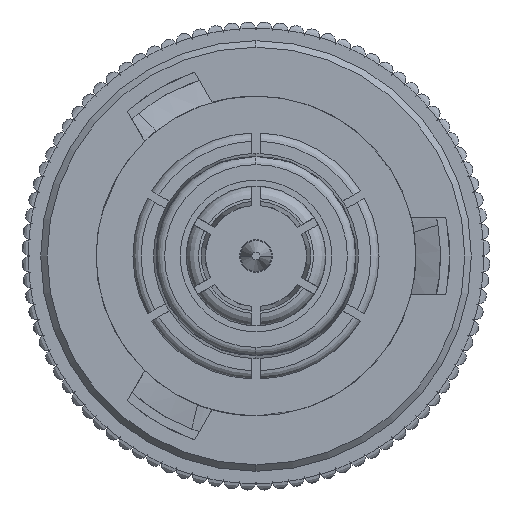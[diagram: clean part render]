
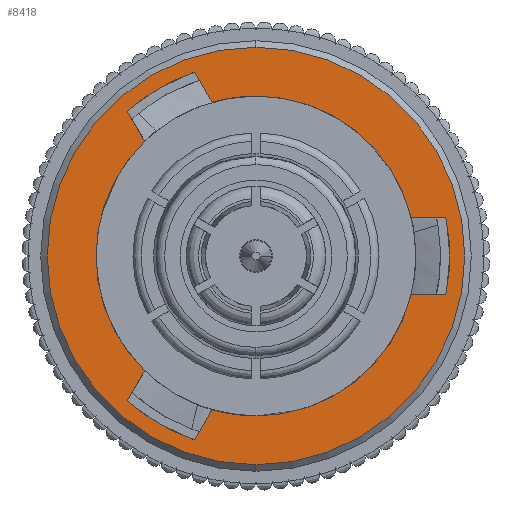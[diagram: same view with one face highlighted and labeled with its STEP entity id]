
A CAD part, left-side view. The second image highlights one B-rep face of the part: STEP entity #8418.
In plain terms, the highlighted face is planar.
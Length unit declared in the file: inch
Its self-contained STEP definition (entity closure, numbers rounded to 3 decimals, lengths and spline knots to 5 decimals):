
#85 = CARTESIAN_POINT ( 'NONE',  ( 0., 0., -0.2545 ) ) ;
#186 = AXIS2_PLACEMENT_3D ( 'NONE', #11787, #10439, #4619 ) ;
#202 = VERTEX_POINT ( 'NONE', #8157 ) ;
#537 = LINE ( 'NONE', #6663, #6691 ) ;
#565 = VECTOR ( 'NONE', #23835, 39.37008 ) ;
#1052 = VERTEX_POINT ( 'NONE', #10947 ) ;
#1251 = DIRECTION ( 'NONE',  ( 0., 0., 1. ) ) ;
#1383 = DIRECTION ( 'NONE',  ( 0., 0., 1. ) ) ;
#1420 = CIRCLE ( 'NONE', #10550, 0.23622 ) ;
#1517 = CARTESIAN_POINT ( 'NONE',  ( 0., 0., 0. ) ) ;
#1603 = VERTEX_POINT ( 'NONE', #17931 ) ;
#1714 = VERTEX_POINT ( 'NONE', #18186 ) ;
#1891 = VERTEX_POINT ( 'NONE', #18881 ) ;
#2096 = ORIENTED_EDGE ( 'NONE', *, *, #10870, .T. ) ;
#2306 = CIRCLE ( 'NONE', #10076, 0.2545 ) ;
#2320 = EDGE_CURVE ( 'NONE', #23188, #1052, #21663, .T. ) ;
#2942 = FACE_OUTER_BOUND ( 'NONE', #19348, .T. ) ;
#3062 = CARTESIAN_POINT ( 'NONE',  ( 0., 0.195, 0. ) ) ;
#3102 = EDGE_CURVE ( 'NONE', #15950, #5090, #14785, .T. ) ;
#3117 = AXIS2_PLACEMENT_3D ( 'NONE', #11585, #26531, #1251 ) ;
#3467 = DIRECTION ( 'NONE',  ( -1., 0., 0. ) ) ;
#3573 = DIRECTION ( 'NONE',  ( 1., 0., 0. ) ) ;
#3789 = EDGE_CURVE ( 'NONE', #5090, #21194, #17086, .T. ) ;
#3869 = ORIENTED_EDGE ( 'NONE', *, *, #2320, .T. ) ;
#3899 = CIRCLE ( 'NONE', #7770, 0.2545 ) ;
#3918 = LINE ( 'NONE', #24570, #16622 ) ;
#4619 = DIRECTION ( 'NONE',  ( 0., 0., 1. ) ) ;
#4752 = DIRECTION ( 'NONE',  ( 0., -1., 0. ) ) ;
#4894 = CIRCLE ( 'NONE', #20050, 0.23622 ) ;
#5090 = VERTEX_POINT ( 'NONE', #25552 ) ;
#5101 = CARTESIAN_POINT ( 'NONE',  ( 0., 0., 0. ) ) ;
#5201 = CARTESIAN_POINT ( 'NONE',  ( 0., -0.1357, -0.14004 ) ) ;
#5379 = CIRCLE ( 'NONE', #186, 0.195 ) ;
#5476 = EDGE_CURVE ( 'NONE', #202, #1891, #537, .T. ) ;
#5618 = CARTESIAN_POINT ( 'NONE',  ( 0., 0., 0.2545 ) ) ;
#5955 = ORIENTED_EDGE ( 'NONE', *, *, #24061, .F. ) ;
#6075 = ORIENTED_EDGE ( 'NONE', *, *, #3102, .F. ) ;
#6082 = DIRECTION ( 'NONE',  ( 0., 1., 0. ) ) ;
#6434 = ORIENTED_EDGE ( 'NONE', *, *, #15270, .F. ) ;
#6481 = EDGE_CURVE ( 'NONE', #26867, #8946, #3899, .T. ) ;
#6559 = EDGE_CURVE ( 'NONE', #19991, #1891, #9521, .T. ) ;
#6642 = VERTEX_POINT ( 'NONE', #25027 ) ;
#6663 = CARTESIAN_POINT ( 'NONE',  ( 0., -0.07456, -0.22414 ) ) ;
#6691 = VECTOR ( 'NONE', #12637, 39.37008 ) ;
#6751 = ORIENTED_EDGE ( 'NONE', *, *, #6481, .F. ) ;
#6917 = ORIENTED_EDGE ( 'NONE', *, *, #6559, .T. ) ;
#6922 = DIRECTION ( 'NONE',  ( 0., 0., 1. ) ) ;
#7132 = PLANE ( 'NONE',  #9608 ) ;
#7173 = CARTESIAN_POINT ( 'NONE',  ( 0., 0.2314, 0.0475 ) ) ;
#7770 = AXIS2_PLACEMENT_3D ( 'NONE', #1517, #17925, #15999 ) ;
#7917 = ORIENTED_EDGE ( 'NONE', *, *, #5476, .F. ) ;
#8157 = CARTESIAN_POINT ( 'NONE',  ( 0., -0.07456, -0.22414 ) ) ;
#8182 = DIRECTION ( 'NONE',  ( 0., 0., 1. ) ) ;
#8418 = ADVANCED_FACE ( 'NONE', ( #2942, #11203 ), #7132, .F. ) ;
#8441 = ORIENTED_EDGE ( 'NONE', *, *, #17477, .F. ) ;
#8503 = VECTOR ( 'NONE', #19171, 39.37008 ) ;
#8524 = CARTESIAN_POINT ( 'NONE',  ( 0., -0.15683, 0.17664 ) ) ;
#8946 = VERTEX_POINT ( 'NONE', #85 ) ;
#9102 = EDGE_LOOP ( 'NONE', ( #14109, #6917, #7917, #17607, #5955, #3869, #6434, #8441, #20272, #2096, #19502, #14981, #6075, #21980 ) ) ;
#9107 = CARTESIAN_POINT ( 'NONE',  ( 0., 0., 0. ) ) ;
#9135 = EDGE_CURVE ( 'NONE', #8946, #26867, #2306, .T. ) ;
#9316 = DIRECTION ( 'NONE',  ( 0., 0., 1. ) ) ;
#9521 = CIRCLE ( 'NONE', #13423, 0.195 ) ;
#9608 = AXIS2_PLACEMENT_3D ( 'NONE', #3062, #15259, #19459 ) ;
#9770 = EDGE_CURVE ( 'NONE', #9879, #202, #1420, .T. ) ;
#9879 = VERTEX_POINT ( 'NONE', #20679 ) ;
#9927 = DIRECTION ( 'NONE',  ( -1., 0., 0. ) ) ;
#10076 = AXIS2_PLACEMENT_3D ( 'NONE', #5101, #26146, #23597 ) ;
#10439 = DIRECTION ( 'NONE',  ( -1., 0., 0. ) ) ;
#10550 = AXIS2_PLACEMENT_3D ( 'NONE', #26806, #3573, #8182 ) ;
#10870 = EDGE_CURVE ( 'NONE', #1603, #1714, #5379, .T. ) ;
#10947 = CARTESIAN_POINT ( 'NONE',  ( 0., -0.1357, 0.14004 ) ) ;
#11203 = FACE_BOUND ( 'NONE', #9102, .T. ) ;
#11585 = CARTESIAN_POINT ( 'NONE',  ( 0., 0., 0. ) ) ;
#11586 = EDGE_CURVE ( 'NONE', #25878, #19991, #16104, .T. ) ;
#11787 = CARTESIAN_POINT ( 'NONE',  ( 0., 0., 0. ) ) ;
#12405 = VERTEX_POINT ( 'NONE', #8524 ) ;
#12637 = DIRECTION ( 'NONE',  ( 0., 0.5, 0.866 ) ) ;
#13036 = DIRECTION ( 'NONE',  ( 1., 0., 0. ) ) ;
#13176 = CIRCLE ( 'NONE', #24888, 0.195 ) ;
#13209 = EDGE_CURVE ( 'NONE', #1603, #6642, #21940, .T. ) ;
#13213 = CARTESIAN_POINT ( 'NONE',  ( 0., -0.15683, 0.17664 ) ) ;
#13423 = AXIS2_PLACEMENT_3D ( 'NONE', #22433, #9927, #26504 ) ;
#14085 = LINE ( 'NONE', #24692, #17936 ) ;
#14109 = ORIENTED_EDGE ( 'NONE', *, *, #11586, .T. ) ;
#14785 = CIRCLE ( 'NONE', #25625, 0.23622 ) ;
#14981 = ORIENTED_EDGE ( 'NONE', *, *, #3789, .F. ) ;
#15259 = DIRECTION ( 'NONE',  ( -1., 0., 0. ) ) ;
#15270 = EDGE_CURVE ( 'NONE', #12405, #1052, #23412, .T. ) ;
#15835 = DIRECTION ( 'NONE',  ( 0., -0.5, -0.866 ) ) ;
#15895 = CARTESIAN_POINT ( 'NONE',  ( 0., 0., 0. ) ) ;
#15950 = VERTEX_POINT ( 'NONE', #24585 ) ;
#15999 = DIRECTION ( 'NONE',  ( 0., 0., 1. ) ) ;
#16104 = CIRCLE ( 'NONE', #3117, 0.195 ) ;
#16312 = CARTESIAN_POINT ( 'NONE',  ( 0., 0.18913, -0.0475 ) ) ;
#16622 = VECTOR ( 'NONE', #15835, 39.37008 ) ;
#17086 = LINE ( 'NONE', #7173, #19130 ) ;
#17477 = EDGE_CURVE ( 'NONE', #6642, #12405, #4894, .T. ) ;
#17607 = ORIENTED_EDGE ( 'NONE', *, *, #9770, .F. ) ;
#17688 = DIRECTION ( 'NONE',  ( 0., 0., 1. ) ) ;
#17925 = DIRECTION ( 'NONE',  ( -1., 0., 0. ) ) ;
#17931 = CARTESIAN_POINT ( 'NONE',  ( 0., -0.05343, 0.18754 ) ) ;
#17936 = VECTOR ( 'NONE', #6082, 39.37008 ) ;
#18186 = CARTESIAN_POINT ( 'NONE',  ( 0., 0., 0.195 ) ) ;
#18881 = CARTESIAN_POINT ( 'NONE',  ( 0., -0.05343, -0.18754 ) ) ;
#19130 = VECTOR ( 'NONE', #4752, 39.37008 ) ;
#19171 = DIRECTION ( 'NONE',  ( 0., 0.5, -0.866 ) ) ;
#19348 = EDGE_LOOP ( 'NONE', ( #6751, #26902 ) ) ;
#19459 = DIRECTION ( 'NONE',  ( 0., 0., 1. ) ) ;
#19502 = ORIENTED_EDGE ( 'NONE', *, *, #22763, .T. ) ;
#19604 = CARTESIAN_POINT ( 'NONE',  ( 0., 0., 0. ) ) ;
#19627 = CARTESIAN_POINT ( 'NONE',  ( 0., 0.18913, 0.0475 ) ) ;
#19742 = DIRECTION ( 'NONE',  ( -1., 0., 0. ) ) ;
#19991 = VERTEX_POINT ( 'NONE', #20077 ) ;
#20050 = AXIS2_PLACEMENT_3D ( 'NONE', #9107, #13036, #6922 ) ;
#20077 = CARTESIAN_POINT ( 'NONE',  ( 0., 0., -0.195 ) ) ;
#20272 = ORIENTED_EDGE ( 'NONE', *, *, #13209, .F. ) ;
#20679 = CARTESIAN_POINT ( 'NONE',  ( 0., -0.15683, -0.17664 ) ) ;
#21194 = VERTEX_POINT ( 'NONE', #19627 ) ;
#21663 = CIRCLE ( 'NONE', #23437, 0.195 ) ;
#21792 = CARTESIAN_POINT ( 'NONE',  ( 0., 0., 0. ) ) ;
#21906 = DIRECTION ( 'NONE',  ( 1., 0., 0. ) ) ;
#21940 = LINE ( 'NONE', #24110, #565 ) ;
#21980 = ORIENTED_EDGE ( 'NONE', *, *, #24163, .F. ) ;
#22433 = CARTESIAN_POINT ( 'NONE',  ( 0., 0., 0. ) ) ;
#22763 = EDGE_CURVE ( 'NONE', #1714, #21194, #13176, .T. ) ;
#23188 = VERTEX_POINT ( 'NONE', #5201 ) ;
#23412 = LINE ( 'NONE', #13213, #8503 ) ;
#23437 = AXIS2_PLACEMENT_3D ( 'NONE', #19604, #3467, #17688 ) ;
#23597 = DIRECTION ( 'NONE',  ( 0., 0., 1. ) ) ;
#23835 = DIRECTION ( 'NONE',  ( 0., -0.5, 0.866 ) ) ;
#24061 = EDGE_CURVE ( 'NONE', #23188, #9879, #3918, .T. ) ;
#24110 = CARTESIAN_POINT ( 'NONE',  ( 0., -0.07456, 0.22414 ) ) ;
#24163 = EDGE_CURVE ( 'NONE', #25878, #15950, #14085, .T. ) ;
#24570 = CARTESIAN_POINT ( 'NONE',  ( 0., -0.15683, -0.17664 ) ) ;
#24585 = CARTESIAN_POINT ( 'NONE',  ( 0., 0.2314, -0.0475 ) ) ;
#24692 = CARTESIAN_POINT ( 'NONE',  ( 0., 0.2314, -0.0475 ) ) ;
#24888 = AXIS2_PLACEMENT_3D ( 'NONE', #21792, #19742, #9316 ) ;
#25027 = CARTESIAN_POINT ( 'NONE',  ( 0., -0.07456, 0.22414 ) ) ;
#25552 = CARTESIAN_POINT ( 'NONE',  ( 0., 0.2314, 0.0475 ) ) ;
#25625 = AXIS2_PLACEMENT_3D ( 'NONE', #15895, #21906, #1383 ) ;
#25878 = VERTEX_POINT ( 'NONE', #16312 ) ;
#26146 = DIRECTION ( 'NONE',  ( -1., 0., 0. ) ) ;
#26504 = DIRECTION ( 'NONE',  ( 0., 0., 1. ) ) ;
#26531 = DIRECTION ( 'NONE',  ( -1., 0., 0. ) ) ;
#26806 = CARTESIAN_POINT ( 'NONE',  ( 0., 0., 0. ) ) ;
#26867 = VERTEX_POINT ( 'NONE', #5618 ) ;
#26902 = ORIENTED_EDGE ( 'NONE', *, *, #9135, .F. ) ;
